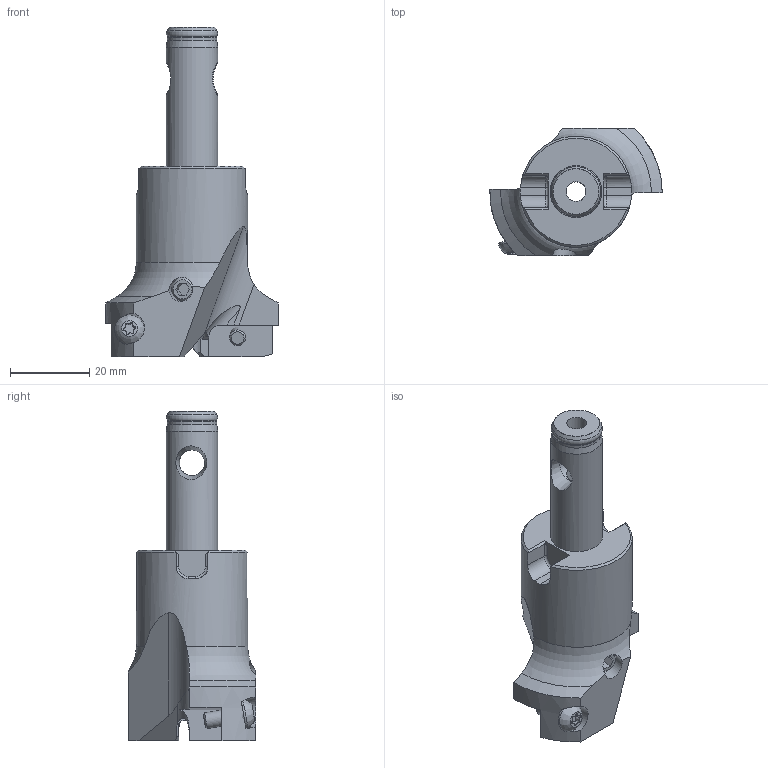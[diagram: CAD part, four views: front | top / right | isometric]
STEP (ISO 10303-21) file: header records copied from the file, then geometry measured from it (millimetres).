
FILE_DESCRIPTION(/* description */ (''),/* implementation_level */ '2;1');
FILE_NAME(/* name */ '3.76045R028V_gtm.stp',/* time_stamp */ '2017-07-12T18:31:53+05:00',/* author */ (''),/* organization */ (''),/* preprocessor_version */ 'ST-DEVELOPER v15',/* originating_system */ 'SIEMENS PLM Software NX 9.0',/* authorisation */ '');
FILE_SCHEMA (('AUTOMOTIVE_DESIGN { 1 0 10303 214 3 1 1 1 }'));
Length unit declared in the file: millimetre
Products named in the file (1): 3.76045R028V_gtm
Bounding box: 43.39 x 32 x 83 mm (x, y, z)
Volume: 30120.5 mm3; surface area: 10200.9 mm2
Topology: 4 solids, 4 shells, 140 faces, 365 edges, 237 vertices
Faces by surface type: plane 57, cylinder 56, cone 17, torus 8, bspline 2
Full cylindrical faces by diameter (mm): 4 x2, 5 x2, 6 x2, 6.5 x1, 7.5 x3, 8.008 x1, 12.4 x1, 13 x1, 28 x1
Entity records: 4499 total; most frequent: CARTESIAN_POINT 1151, DIRECTION 709, ORIENTED_EDGE 634, EDGE_CURVE 317, AXIS2_PLACEMENT_3D 286, VERTEX_POINT 220, EDGE_LOOP 180, ADVANCED_FACE 140
